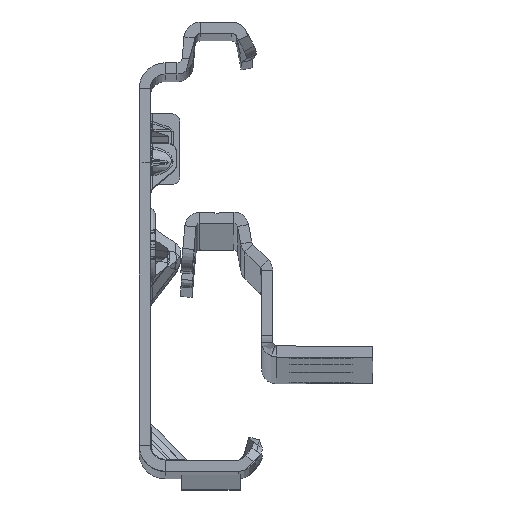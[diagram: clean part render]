
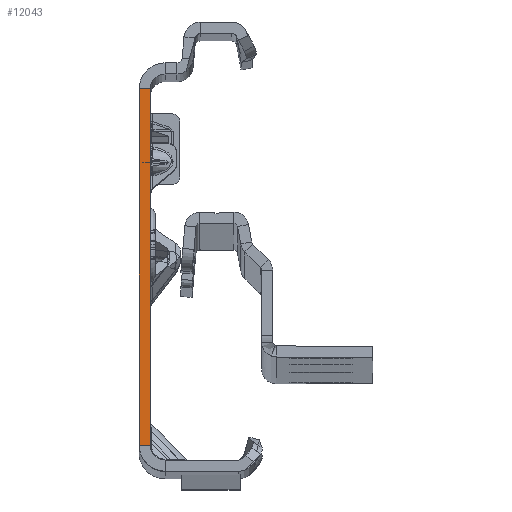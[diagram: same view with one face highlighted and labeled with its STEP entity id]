
A CAD part, top view. The second image highlights one B-rep face of the part: STEP entity #12043.
In plain terms, the highlighted planar face has unit normal (0, 0, 1).
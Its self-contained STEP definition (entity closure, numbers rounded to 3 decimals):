
#1407 = DIRECTION ( 'NONE',  ( 0., -1., 0. ) ) ;
#2200 = ORIENTED_EDGE ( 'NONE', *, *, #42732, .F. ) ;
#5309 = LINE ( 'NONE', #51957, #24513 ) ;
#5455 = VERTEX_POINT ( 'NONE', #15552 ) ;
#7403 = CARTESIAN_POINT ( 'NONE',  ( 0., 22.135, 0. ) ) ;
#7595 = EDGE_CURVE ( 'NONE', #5455, #53447, #12935, .T. ) ;
#11050 = LINE ( 'NONE', #7403, #18803 ) ;
#11116 = VECTOR ( 'NONE', #17704, 1000. ) ;
#11773 = CARTESIAN_POINT ( 'NONE',  ( -1.5, -27.865, 0. ) ) ;
#12043 = ADVANCED_FACE ( 'NONE', ( #50287 ), #24660, .T. ) ;
#12935 = LINE ( 'NONE', #51160, #11116 ) ;
#13253 = ORIENTED_EDGE ( 'NONE', *, *, #24818, .T. ) ;
#13338 = ORIENTED_EDGE ( 'NONE', *, *, #7595, .F. ) ;
#13443 = VERTEX_POINT ( 'NONE', #22185 ) ;
#15552 = CARTESIAN_POINT ( 'NONE',  ( 0., -25.865, 0. ) ) ;
#15721 = DIRECTION ( 'NONE',  ( 1., 0., 0. ) ) ;
#17704 = DIRECTION ( 'NONE',  ( -1., 0., 0. ) ) ;
#18521 = AXIS2_PLACEMENT_3D ( 'NONE', #11773, #21002, #15721 ) ;
#18803 = VECTOR ( 'NONE', #32656, 1000. ) ;
#19541 = CARTESIAN_POINT ( 'NONE',  ( -1.5, -27.865, 0. ) ) ;
#21002 = DIRECTION ( 'NONE',  ( 0., 0., 1. ) ) ;
#22185 = CARTESIAN_POINT ( 'NONE',  ( -1.5, 22.135, 0. ) ) ;
#22196 = CARTESIAN_POINT ( 'NONE',  ( 0., 22.135, 0. ) ) ;
#24513 = VECTOR ( 'NONE', #1407, 1000. ) ;
#24660 = PLANE ( 'NONE',  #18521 ) ;
#24818 = EDGE_CURVE ( 'NONE', #39062, #13443, #11050, .T. ) ;
#32656 = DIRECTION ( 'NONE',  ( -1., 0., 0. ) ) ;
#32826 = VECTOR ( 'NONE', #40740, 1000. ) ;
#33816 = EDGE_LOOP ( 'NONE', ( #2200, #13253, #34322, #13338 ) ) ;
#34322 = ORIENTED_EDGE ( 'NONE', *, *, #45610, .T. ) ;
#39062 = VERTEX_POINT ( 'NONE', #22196 ) ;
#40740 = DIRECTION ( 'NONE',  ( 0., -1., 0. ) ) ;
#42732 = EDGE_CURVE ( 'NONE', #39062, #5455, #5309, .T. ) ;
#45610 = EDGE_CURVE ( 'NONE', #13443, #53447, #54099, .T. ) ;
#47584 = CARTESIAN_POINT ( 'NONE',  ( -1.5, -25.865, 0. ) ) ;
#50287 = FACE_OUTER_BOUND ( 'NONE', #33816, .T. ) ;
#51160 = CARTESIAN_POINT ( 'NONE',  ( 0., -25.865, 0. ) ) ;
#51957 = CARTESIAN_POINT ( 'NONE',  ( 0., -27.865, 0. ) ) ;
#53447 = VERTEX_POINT ( 'NONE', #47584 ) ;
#54099 = LINE ( 'NONE', #19541, #32826 ) ;
